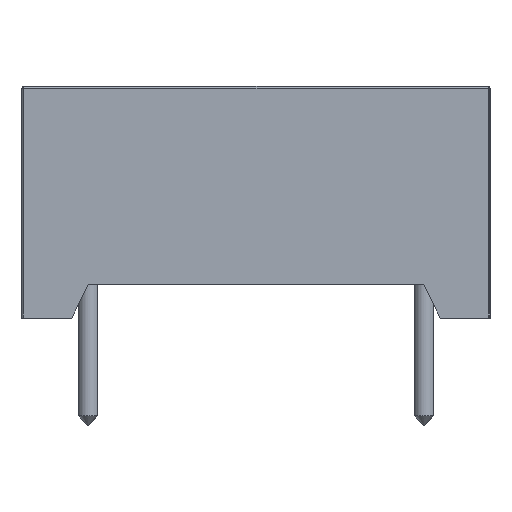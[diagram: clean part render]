
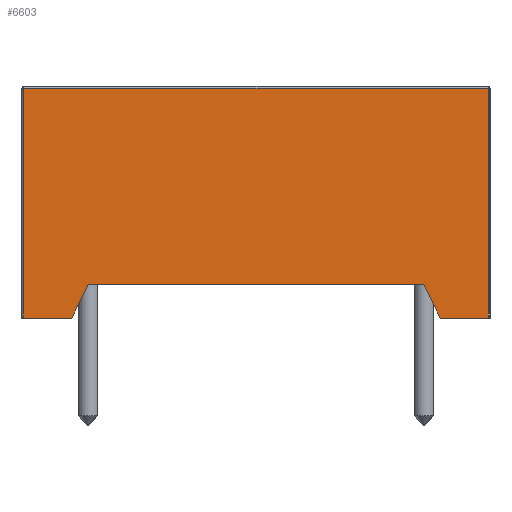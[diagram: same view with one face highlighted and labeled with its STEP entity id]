
A CAD part, left-side view. The second image highlights one B-rep face of the part: STEP entity #6603.
In plain terms, the highlighted planar face has unit normal (-1, 0, 0).
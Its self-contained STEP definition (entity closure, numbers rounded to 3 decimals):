
#538 = PLANE('',#539);
#539 = AXIS2_PLACEMENT_3D('',#540,#541,#542);
#540 = CARTESIAN_POINT('',(0.,0.,0.));
#541 = DIRECTION('',(-0.,-0.,-1.));
#542 = DIRECTION('',(-1.,0.,0.));
#566 = CYLINDRICAL_SURFACE('',#567,0.05);
#567 = AXIS2_PLACEMENT_3D('',#568,#569,#570);
#568 = CARTESIAN_POINT('',(-19.95,7.025,0.));
#569 = DIRECTION('',(0.,0.,1.));
#570 = DIRECTION('',(0.,1.,0.));
#1357 = VERTEX_POINT('',#1358);
#1358 = CARTESIAN_POINT('',(-20.,5.575,0.));
#1372 = PLANE('',#1373);
#1373 = AXIS2_PLACEMENT_3D('',#1374,#1375,#1376);
#1374 = CARTESIAN_POINT('',(20.,5.575,0.));
#1375 = DIRECTION('',(0.,0.894,0.447));
#1376 = DIRECTION('',(0.,-0.447,0.894));
#1384 = EDGE_CURVE('',#1357,#1385,#1387,.T.);
#1385 = VERTEX_POINT('',#1386);
#1386 = CARTESIAN_POINT('',(-20.,7.025,0.));
#1387 = SURFACE_CURVE('',#1388,(#1392,#1399),.PCURVE_S1.);
#1388 = LINE('',#1389,#1390);
#1389 = CARTESIAN_POINT('',(-20.,-7.075,0.));
#1390 = VECTOR('',#1391,1.);
#1391 = DIRECTION('',(0.,1.,0.));
#1392 = PCURVE('',#538,#1393);
#1393 = DEFINITIONAL_REPRESENTATION('',(#1394),#1398);
#1394 = LINE('',#1395,#1396);
#1395 = CARTESIAN_POINT('',(20.,-7.075));
#1396 = VECTOR('',#1397,1.);
#1397 = DIRECTION('',(0.,1.));
#1398 = ( GEOMETRIC_REPRESENTATION_CONTEXT(2) 
PARAMETRIC_REPRESENTATION_CONTEXT() REPRESENTATION_CONTEXT('2D SPACE',''
  ) );
#1399 = PCURVE('',#1400,#1405);
#1400 = PLANE('',#1401);
#1401 = AXIS2_PLACEMENT_3D('',#1402,#1403,#1404);
#1402 = CARTESIAN_POINT('',(-20.,-7.075,0.));
#1403 = DIRECTION('',(-1.,0.,0.));
#1404 = DIRECTION('',(0.,1.,0.));
#1405 = DEFINITIONAL_REPRESENTATION('',(#1406),#1410);
#1406 = LINE('',#1407,#1408);
#1407 = CARTESIAN_POINT('',(0.,0.));
#1408 = VECTOR('',#1409,1.);
#1409 = DIRECTION('',(1.,0.));
#1410 = ( GEOMETRIC_REPRESENTATION_CONTEXT(2) 
PARAMETRIC_REPRESENTATION_CONTEXT() REPRESENTATION_CONTEXT('2D SPACE',''
  ) );
#1442 = EDGE_CURVE('',#1385,#1443,#1445,.T.);
#1443 = VERTEX_POINT('',#1444);
#1444 = CARTESIAN_POINT('',(-20.,7.025,6.95));
#1445 = SURFACE_CURVE('',#1446,(#1450,#1457),.PCURVE_S1.);
#1446 = LINE('',#1447,#1448);
#1447 = CARTESIAN_POINT('',(-20.,7.025,0.));
#1448 = VECTOR('',#1449,1.);
#1449 = DIRECTION('',(0.,0.,1.));
#1450 = PCURVE('',#566,#1451);
#1451 = DEFINITIONAL_REPRESENTATION('',(#1452),#1456);
#1452 = LINE('',#1453,#1454);
#1453 = CARTESIAN_POINT('',(1.571,0.));
#1454 = VECTOR('',#1455,1.);
#1455 = DIRECTION('',(0.,1.));
#1456 = ( GEOMETRIC_REPRESENTATION_CONTEXT(2) 
PARAMETRIC_REPRESENTATION_CONTEXT() REPRESENTATION_CONTEXT('2D SPACE',''
  ) );
#1457 = PCURVE('',#1400,#1458);
#1458 = DEFINITIONAL_REPRESENTATION('',(#1459),#1463);
#1459 = LINE('',#1460,#1461);
#1460 = CARTESIAN_POINT('',(14.1,0.));
#1461 = VECTOR('',#1462,1.);
#1462 = DIRECTION('',(0.,-1.));
#1463 = ( GEOMETRIC_REPRESENTATION_CONTEXT(2) 
PARAMETRIC_REPRESENTATION_CONTEXT() REPRESENTATION_CONTEXT('2D SPACE',''
  ) );
#2065 = PLANE('',#2066);
#2066 = AXIS2_PLACEMENT_3D('',#2067,#2068,#2069);
#2067 = CARTESIAN_POINT('',(0.,0.,0.));
#2068 = DIRECTION('',(-0.,-0.,-1.));
#2069 = DIRECTION('',(-1.,0.,0.));
#2217 = PLANE('',#2218);
#2218 = AXIS2_PLACEMENT_3D('',#2219,#2220,#2221);
#2219 = CARTESIAN_POINT('',(20.,-5.075,1.));
#2220 = DIRECTION('',(0.,-0.894,0.447));
#2221 = DIRECTION('',(0.,-0.447,-0.894));
#2243 = PLANE('',#2244);
#2244 = AXIS2_PLACEMENT_3D('',#2245,#2246,#2247);
#2245 = CARTESIAN_POINT('',(0.,0.,1.));
#2246 = DIRECTION('',(0.,0.,-1.));
#2247 = DIRECTION('',(0.,-1.,0.));
#2320 = CYLINDRICAL_SURFACE('',#2321,0.05);
#2321 = AXIS2_PLACEMENT_3D('',#2322,#2323,#2324);
#2322 = CARTESIAN_POINT('',(-19.95,-7.075,6.95));
#2323 = DIRECTION('',(0.,1.,0.));
#2324 = DIRECTION('',(-1.,0.,0.));
#6475 = CYLINDRICAL_SURFACE('',#6476,0.05);
#6476 = AXIS2_PLACEMENT_3D('',#6477,#6478,#6479);
#6477 = CARTESIAN_POINT('',(-19.95,-7.025,0.));
#6478 = DIRECTION('',(0.,0.,1.));
#6479 = DIRECTION('',(-1.,0.,0.));
#6603 = ADVANCED_FACE('',(#6604),#1400,.T.);
#6604 = FACE_BOUND('',#6605,.T.);
#6605 = EDGE_LOOP('',(#6606,#6631,#6654,#6675,#6676,#6677,#6698,#6720));
#6606 = ORIENTED_EDGE('',*,*,#6607,.F.);
#6607 = EDGE_CURVE('',#6608,#6610,#6612,.T.);
#6608 = VERTEX_POINT('',#6609);
#6609 = CARTESIAN_POINT('',(-20.,-7.025,0.));
#6610 = VERTEX_POINT('',#6611);
#6611 = CARTESIAN_POINT('',(-20.,-5.575,0.));
#6612 = SURFACE_CURVE('',#6613,(#6617,#6624),.PCURVE_S1.);
#6613 = LINE('',#6614,#6615);
#6614 = CARTESIAN_POINT('',(-20.,-7.075,0.));
#6615 = VECTOR('',#6616,1.);
#6616 = DIRECTION('',(0.,1.,0.));
#6617 = PCURVE('',#1400,#6618);
#6618 = DEFINITIONAL_REPRESENTATION('',(#6619),#6623);
#6619 = LINE('',#6620,#6621);
#6620 = CARTESIAN_POINT('',(0.,0.));
#6621 = VECTOR('',#6622,1.);
#6622 = DIRECTION('',(1.,0.));
#6623 = ( GEOMETRIC_REPRESENTATION_CONTEXT(2) 
PARAMETRIC_REPRESENTATION_CONTEXT() REPRESENTATION_CONTEXT('2D SPACE',''
  ) );
#6624 = PCURVE('',#2065,#6625);
#6625 = DEFINITIONAL_REPRESENTATION('',(#6626),#6630);
#6626 = LINE('',#6627,#6628);
#6627 = CARTESIAN_POINT('',(20.,-7.075));
#6628 = VECTOR('',#6629,1.);
#6629 = DIRECTION('',(0.,1.));
#6630 = ( GEOMETRIC_REPRESENTATION_CONTEXT(2) 
PARAMETRIC_REPRESENTATION_CONTEXT() REPRESENTATION_CONTEXT('2D SPACE',''
  ) );
#6631 = ORIENTED_EDGE('',*,*,#6632,.T.);
#6632 = EDGE_CURVE('',#6608,#6633,#6635,.T.);
#6633 = VERTEX_POINT('',#6634);
#6634 = CARTESIAN_POINT('',(-20.,-7.025,6.95));
#6635 = SURFACE_CURVE('',#6636,(#6640,#6647),.PCURVE_S1.);
#6636 = LINE('',#6637,#6638);
#6637 = CARTESIAN_POINT('',(-20.,-7.025,0.));
#6638 = VECTOR('',#6639,1.);
#6639 = DIRECTION('',(0.,0.,1.));
#6640 = PCURVE('',#1400,#6641);
#6641 = DEFINITIONAL_REPRESENTATION('',(#6642),#6646);
#6642 = LINE('',#6643,#6644);
#6643 = CARTESIAN_POINT('',(0.05,0.));
#6644 = VECTOR('',#6645,1.);
#6645 = DIRECTION('',(0.,-1.));
#6646 = ( GEOMETRIC_REPRESENTATION_CONTEXT(2) 
PARAMETRIC_REPRESENTATION_CONTEXT() REPRESENTATION_CONTEXT('2D SPACE',''
  ) );
#6647 = PCURVE('',#6475,#6648);
#6648 = DEFINITIONAL_REPRESENTATION('',(#6649),#6653);
#6649 = LINE('',#6650,#6651);
#6650 = CARTESIAN_POINT('',(0.,0.));
#6651 = VECTOR('',#6652,1.);
#6652 = DIRECTION('',(0.,1.));
#6653 = ( GEOMETRIC_REPRESENTATION_CONTEXT(2) 
PARAMETRIC_REPRESENTATION_CONTEXT() REPRESENTATION_CONTEXT('2D SPACE',''
  ) );
#6654 = ORIENTED_EDGE('',*,*,#6655,.T.);
#6655 = EDGE_CURVE('',#6633,#1443,#6656,.T.);
#6656 = SURFACE_CURVE('',#6657,(#6661,#6668),.PCURVE_S1.);
#6657 = LINE('',#6658,#6659);
#6658 = CARTESIAN_POINT('',(-20.,-7.075,6.95));
#6659 = VECTOR('',#6660,1.);
#6660 = DIRECTION('',(0.,1.,0.));
#6661 = PCURVE('',#1400,#6662);
#6662 = DEFINITIONAL_REPRESENTATION('',(#6663),#6667);
#6663 = LINE('',#6664,#6665);
#6664 = CARTESIAN_POINT('',(0.,-6.95));
#6665 = VECTOR('',#6666,1.);
#6666 = DIRECTION('',(1.,0.));
#6667 = ( GEOMETRIC_REPRESENTATION_CONTEXT(2) 
PARAMETRIC_REPRESENTATION_CONTEXT() REPRESENTATION_CONTEXT('2D SPACE',''
  ) );
#6668 = PCURVE('',#2320,#6669);
#6669 = DEFINITIONAL_REPRESENTATION('',(#6670),#6674);
#6670 = LINE('',#6671,#6672);
#6671 = CARTESIAN_POINT('',(0.,0.));
#6672 = VECTOR('',#6673,1.);
#6673 = DIRECTION('',(0.,1.));
#6674 = ( GEOMETRIC_REPRESENTATION_CONTEXT(2) 
PARAMETRIC_REPRESENTATION_CONTEXT() REPRESENTATION_CONTEXT('2D SPACE',''
  ) );
#6675 = ORIENTED_EDGE('',*,*,#1442,.F.);
#6676 = ORIENTED_EDGE('',*,*,#1384,.F.);
#6677 = ORIENTED_EDGE('',*,*,#6678,.F.);
#6678 = EDGE_CURVE('',#6679,#1357,#6681,.T.);
#6679 = VERTEX_POINT('',#6680);
#6680 = CARTESIAN_POINT('',(-20.,5.075,1.));
#6681 = SURFACE_CURVE('',#6682,(#6686,#6692),.PCURVE_S1.);
#6682 = LINE('',#6683,#6684);
#6683 = CARTESIAN_POINT('',(-20.,4.31,2.53));
#6684 = VECTOR('',#6685,1.);
#6685 = DIRECTION('',(0.,0.447,-0.894));
#6686 = PCURVE('',#1400,#6687);
#6687 = DEFINITIONAL_REPRESENTATION('',(#6688),#6691);
#6688 = B_SPLINE_CURVE_WITH_KNOTS('',1,(#6689,#6690),.UNSPECIFIED.,.F.,
  .F.,(2,2),(1.711,2.829),.PIECEWISE_BEZIER_KNOTS.);
#6689 = CARTESIAN_POINT('',(12.15,-1.));
#6690 = CARTESIAN_POINT('',(12.65,0.));
#6691 = ( GEOMETRIC_REPRESENTATION_CONTEXT(2) 
PARAMETRIC_REPRESENTATION_CONTEXT() REPRESENTATION_CONTEXT('2D SPACE',''
  ) );
#6692 = PCURVE('',#1372,#6693);
#6693 = DEFINITIONAL_REPRESENTATION('',(#6694),#6697);
#6694 = B_SPLINE_CURVE_WITH_KNOTS('',1,(#6695,#6696),.UNSPECIFIED.,.F.,
  .F.,(2,2),(1.711,2.829),.PIECEWISE_BEZIER_KNOTS.);
#6695 = CARTESIAN_POINT('',(1.118,-40.));
#6696 = CARTESIAN_POINT('',(0.,-40.));
#6697 = ( GEOMETRIC_REPRESENTATION_CONTEXT(2) 
PARAMETRIC_REPRESENTATION_CONTEXT() REPRESENTATION_CONTEXT('2D SPACE',''
  ) );
#6698 = ORIENTED_EDGE('',*,*,#6699,.F.);
#6699 = EDGE_CURVE('',#6700,#6679,#6702,.T.);
#6700 = VERTEX_POINT('',#6701);
#6701 = CARTESIAN_POINT('',(-20.,-5.075,1.));
#6702 = SURFACE_CURVE('',#6703,(#6707,#6713),.PCURVE_S1.);
#6703 = LINE('',#6704,#6705);
#6704 = CARTESIAN_POINT('',(-20.,-1.,1.));
#6705 = VECTOR('',#6706,1.);
#6706 = DIRECTION('',(0.,1.,0.));
#6707 = PCURVE('',#1400,#6708);
#6708 = DEFINITIONAL_REPRESENTATION('',(#6709),#6712);
#6709 = B_SPLINE_CURVE_WITH_KNOTS('',1,(#6710,#6711),.UNSPECIFIED.,.F.,
  .F.,(2,2),(-4.075,6.075),.PIECEWISE_BEZIER_KNOTS.);
#6710 = CARTESIAN_POINT('',(2.,-1.));
#6711 = CARTESIAN_POINT('',(12.15,-1.));
#6712 = ( GEOMETRIC_REPRESENTATION_CONTEXT(2) 
PARAMETRIC_REPRESENTATION_CONTEXT() REPRESENTATION_CONTEXT('2D SPACE',''
  ) );
#6713 = PCURVE('',#2243,#6714);
#6714 = DEFINITIONAL_REPRESENTATION('',(#6715),#6719);
#6715 = LINE('',#6716,#6717);
#6716 = CARTESIAN_POINT('',(1.,20.));
#6717 = VECTOR('',#6718,1.);
#6718 = DIRECTION('',(-1.,0.));
#6719 = ( GEOMETRIC_REPRESENTATION_CONTEXT(2) 
PARAMETRIC_REPRESENTATION_CONTEXT() REPRESENTATION_CONTEXT('2D SPACE',''
  ) );
#6720 = ORIENTED_EDGE('',*,*,#6721,.F.);
#6721 = EDGE_CURVE('',#6610,#6700,#6722,.T.);
#6722 = SURFACE_CURVE('',#6723,(#6727,#6733),.PCURVE_S1.);
#6723 = LINE('',#6724,#6725);
#6724 = CARTESIAN_POINT('',(-20.,-5.475,0.2));
#6725 = VECTOR('',#6726,1.);
#6726 = DIRECTION('',(0.,0.447,0.894));
#6727 = PCURVE('',#1400,#6728);
#6728 = DEFINITIONAL_REPRESENTATION('',(#6729),#6732);
#6729 = B_SPLINE_CURVE_WITH_KNOTS('',1,(#6730,#6731),.UNSPECIFIED.,.F.,
  .F.,(2,2),(-0.224,0.894),.PIECEWISE_BEZIER_KNOTS.);
#6730 = CARTESIAN_POINT('',(1.5,0.));
#6731 = CARTESIAN_POINT('',(2.,-1.));
#6732 = ( GEOMETRIC_REPRESENTATION_CONTEXT(2) 
PARAMETRIC_REPRESENTATION_CONTEXT() REPRESENTATION_CONTEXT('2D SPACE',''
  ) );
#6733 = PCURVE('',#2217,#6734);
#6734 = DEFINITIONAL_REPRESENTATION('',(#6735),#6738);
#6735 = B_SPLINE_CURVE_WITH_KNOTS('',1,(#6736,#6737),.UNSPECIFIED.,.F.,
  .F.,(2,2),(-0.224,0.894),.PIECEWISE_BEZIER_KNOTS.);
#6736 = CARTESIAN_POINT('',(1.118,-40.));
#6737 = CARTESIAN_POINT('',(0.,-40.));
#6738 = ( GEOMETRIC_REPRESENTATION_CONTEXT(2) 
PARAMETRIC_REPRESENTATION_CONTEXT() REPRESENTATION_CONTEXT('2D SPACE',''
  ) );
